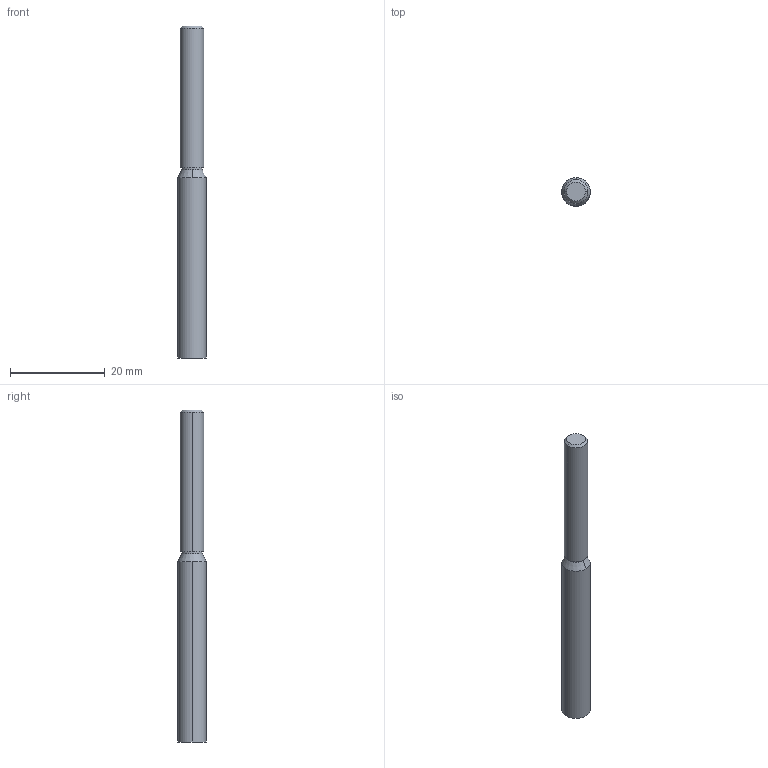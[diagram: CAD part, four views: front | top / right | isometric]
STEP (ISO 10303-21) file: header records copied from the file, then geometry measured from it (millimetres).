
FILE_DESCRIPTION (( 'STEP AP203' ), '1' );
FILE_NAME ('101000303-GR.STEP', '2018-03-13T15:52:39', ( '' ), ( '' ), 'SwSTEP 2.0', 'SolidWorks 2015', '' );
FILE_SCHEMA (( 'CONFIG_CONTROL_DESIGN' ));
Length unit declared in the file: millimetre
Products named in the file (1): 101000303-GR
Bounding box: 6 x 6 x 70 mm (x, y, z)
Volume: 1397.5 mm3; surface area: 1636.5 mm2
Topology: 1 solids, 1 shells, 281 faces, 766 edges, 497 vertices
Faces by surface type: bspline 135, plane 94, cylinder 44, cone 8
Entity records: 14670 total; most frequent: CARTESIAN_POINT 8439, ORIENTED_EDGE 1528, DIRECTION 858, EDGE_CURVE 764, VERTEX_POINT 497, LINE 352, VECTOR 352, EDGE_LOOP 293
